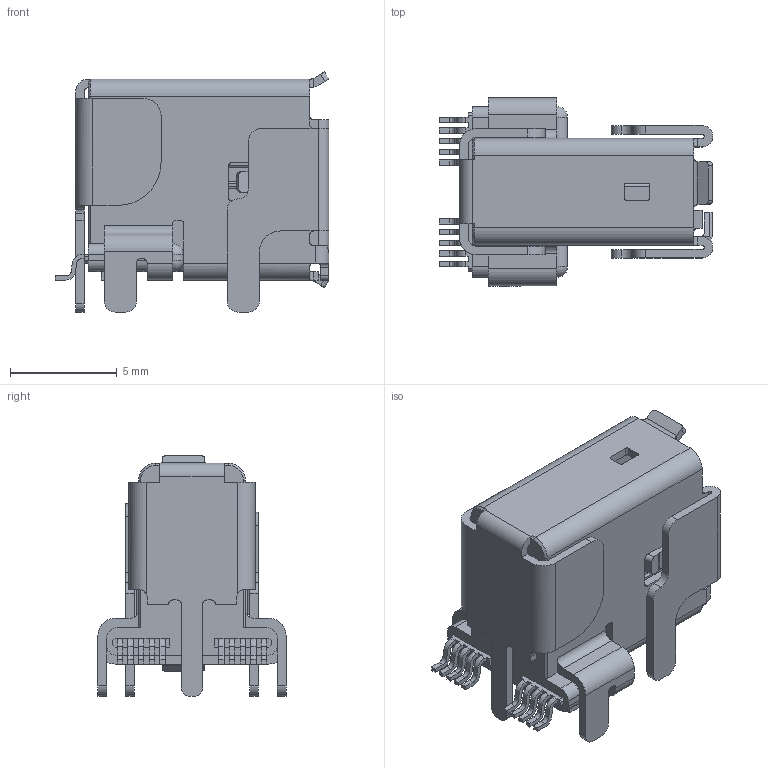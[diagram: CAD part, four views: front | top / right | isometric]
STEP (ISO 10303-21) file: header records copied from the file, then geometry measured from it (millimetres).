
FILE_DESCRIPTION (( 'STEP AP214' ), '1' );
FILE_NAME ('IXJ-VU-A_3D.step', '2024-10-10T18:55:13', ( '' ), ( '' ), 'SwSTEP 2.0', 'SolidWorks 2022', '' );
FILE_SCHEMA (( 'AUTOMOTIVE_DESIGN' ));
Length unit declared in the file: millimetre
Products named in the file (1): IXJ-VU-A_3D
Bounding box: 12.8 x 8.8 x 11.25 mm (x, y, z)
Volume: 434.3 mm3; surface area: 957.6 mm2
Topology: 1 solids, 1 shells, 613 faces, 1703 edges, 1066 vertices
Faces by surface type: plane 323, cylinder 254, sphere 26, bspline 8, cone 2
Entity records: 20100 total; most frequent: CARTESIAN_POINT 4199, ORIENTED_EDGE 3346, DIRECTION 3244, EDGE_CURVE 1673, VECTOR 1140, LINE 1140, VERTEX_POINT 1066, AXIS2_PLACEMENT_3D 1052
